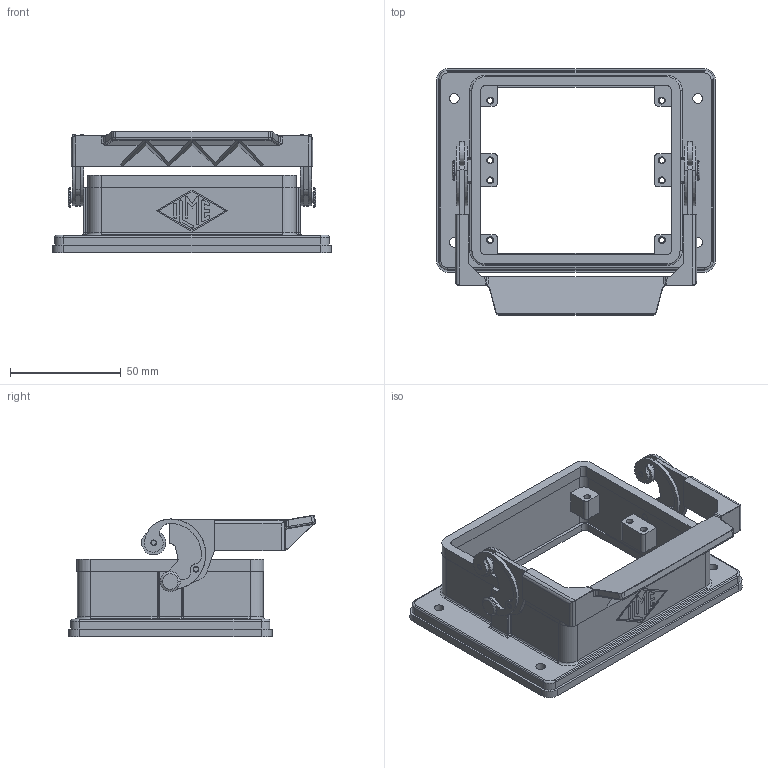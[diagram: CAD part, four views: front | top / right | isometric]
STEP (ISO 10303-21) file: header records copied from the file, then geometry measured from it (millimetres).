
FILE_DESCRIPTION((''),'2;1');
FILE_NAME('CHI 32 L.stp','2006-12-19T13:02:50',('gembarski'),(''),'Autodesk Inventor 7','Autodesk Inventor 7','');
FILE_SCHEMA(('AUTOMOTIVE_DESIGN { 1 0 10303 214 1 1 1 1 }'));
Length unit declared in the file: millimetre
Products named in the file (1): CHI 32 L
Bounding box: 126 x 111.59 x 54.98 mm (x, y, z)
Volume: 91823.2 mm3; surface area: 52663.9 mm2
Topology: 4 solids, 4 shells, 542 faces, 1413 edges, 906 vertices
Faces by surface type: bspline 180, cylinder 178, plane 166, torus 14, cone 4
Entity records: 19937 total; most frequent: CARTESIAN_POINT 6656, ORIENTED_EDGE 2814, DIRECTION 2751, EDGE_CURVE 1407, AXIS2_PLACEMENT_3D 1005, VERTEX_POINT 906, VECTOR 741, LINE 741
